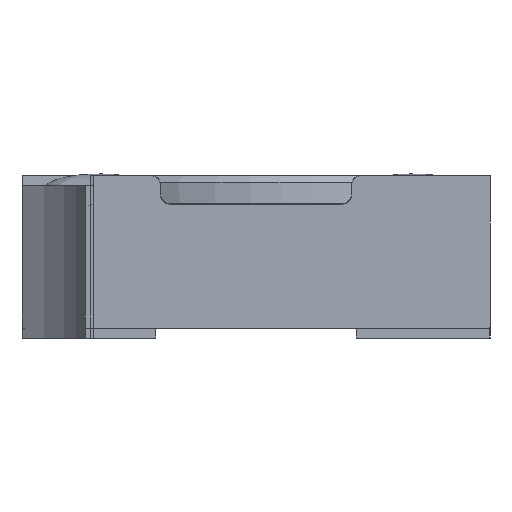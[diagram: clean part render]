
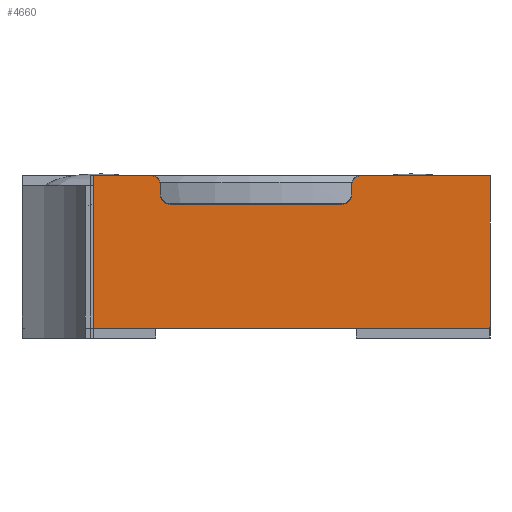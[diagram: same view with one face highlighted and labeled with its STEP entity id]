
A CAD part, front view. The second image highlights one B-rep face of the part: STEP entity #4660.
In plain terms, the highlighted free-form (B-spline) face has degree [1, 1] with [2, 2] control points.
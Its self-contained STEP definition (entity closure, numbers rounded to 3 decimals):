
#3372=CARTESIAN_POINT('',(1.1,-2.45,0.));
#3373=VERTEX_POINT('',#3372);
#3381=CARTESIAN_POINT('',(2.45,-2.45,0.));
#3382=VERTEX_POINT('',#3381);
#3383=CARTESIAN_POINT('',(1.1,-2.45,0.));
#3384=CARTESIAN_POINT('',(2.45,-2.45,0.));
#3385=B_SPLINE_CURVE_WITH_KNOTS('',1,(#3383,#3384),.POLYLINE_FORM.,.F.,.U.,(2,2),(0.724,1.),.UNSPECIFIED.);
#3386=EDGE_CURVE('',#3373,#3382,#3385,.T.);
#3471=CARTESIAN_POINT('',(-1.,-2.45,-0.2));
#3472=VERTEX_POINT('',#3471);
#3485=CARTESIAN_POINT('',(-1.,-2.45,-0.1));
#3486=VERTEX_POINT('',#3485);
#3492=CARTESIAN_POINT('',(-1.,-2.45,-0.1));
#3493=CARTESIAN_POINT('',(-1.,-2.45,-0.2));
#3494=B_SPLINE_CURVE_WITH_KNOTS('',1,(#3492,#3493),.POLYLINE_FORM.,.F.,.U.,(2,2),(0.601,0.618),.UNSPECIFIED.);
#3495=EDGE_CURVE('',#3486,#3472,#3494,.T.);
#3505=CARTESIAN_POINT('',(1.,-2.45,-0.2));
#3506=VERTEX_POINT('',#3505);
#3514=CARTESIAN_POINT('',(1.,-2.45,-0.1));
#3515=VERTEX_POINT('',#3514);
#3516=CARTESIAN_POINT('',(1.,-2.45,-0.2));
#3517=CARTESIAN_POINT('',(1.,-2.45,-0.1));
#3518=B_SPLINE_CURVE_WITH_KNOTS('',1,(#3516,#3517),.POLYLINE_FORM.,.F.,.U.,(2,2),(0.382,0.399),.UNSPECIFIED.);
#3519=EDGE_CURVE('',#3506,#3515,#3518,.T.);
#3865=CARTESIAN_POINT('',(-1.696,-2.45,0.));
#3866=VERTEX_POINT('',#3865);
#3875=CARTESIAN_POINT('',(-1.1,-2.45,0.));
#3876=VERTEX_POINT('',#3875);
#3877=CARTESIAN_POINT('',(-1.696,-2.45,0.));
#3878=CARTESIAN_POINT('',(-1.1,-2.45,0.));
#3879=B_SPLINE_CURVE_WITH_KNOTS('',1,(#3877,#3878),.POLYLINE_FORM.,.F.,.U.,(2,2),(0.154,0.276),.UNSPECIFIED.);
#3880=EDGE_CURVE('',#3866,#3876,#3879,.T.);
#4118=CARTESIAN_POINT('',(-0.9,-2.45,-0.3));
#4119=VERTEX_POINT('',#4118);
#4125=CARTESIAN_POINT('',(0.9,-2.45,-0.3));
#4126=VERTEX_POINT('',#4125);
#4127=CARTESIAN_POINT('',(-0.9,-2.45,-0.3));
#4128=CARTESIAN_POINT('',(0.9,-2.45,-0.3));
#4129=B_SPLINE_CURVE_WITH_KNOTS('',1,(#4127,#4128),.POLYLINE_FORM.,.F.,.U.,(2,2),(0.355,0.645),.UNSPECIFIED.);
#4130=EDGE_CURVE('',#4119,#4126,#4129,.T.);
#4585=CARTESIAN_POINT('',(-1.696,-2.45,-1.6));
#4586=VERTEX_POINT('',#4585);
#4593=CARTESIAN_POINT('',(2.45,-2.45,-1.6));
#4594=VERTEX_POINT('',#4593);
#4595=CARTESIAN_POINT('',(-1.696,-2.45,-1.6));
#4596=CARTESIAN_POINT('',(2.45,-2.45,-1.6));
#4597=B_SPLINE_CURVE_WITH_KNOTS('',1,(#4595,#4596),.POLYLINE_FORM.,.F.,.U.,(2,2),(0.154,1.),.UNSPECIFIED.);
#4598=EDGE_CURVE('',#4586,#4594,#4597,.T.);
#4611=CARTESIAN_POINT('',(-2.45,-2.45,0.));
#4612=CARTESIAN_POINT('',(-2.45,-2.45,-1.6));
#4613=CARTESIAN_POINT('',(2.45,-2.45,0.));
#4614=CARTESIAN_POINT('',(2.45,-2.45,-1.6));
#4615=B_SPLINE_SURFACE_WITH_KNOTS('',1,1,((#4611,#4612),(#4613,#4614)),.PLANE_SURF.,.F.,.F.,.U.,(2,2),(2,2),(0.,1.),(0.,1.),.UNSPECIFIED.);
#4616=CARTESIAN_POINT('',(-1.696,-2.45,-1.6));
#4617=CARTESIAN_POINT('',(-1.696,-2.45,0.));
#4618=B_SPLINE_CURVE_WITH_KNOTS('',1,(#4616,#4617),.POLYLINE_FORM.,.F.,.U.,(2,2),(0.,1.),.UNSPECIFIED.);
#4619=EDGE_CURVE('',#4586,#3866,#4618,.T.);
#4620=ORIENTED_EDGE('',*,*,#4619,.T.);
#4621=ORIENTED_EDGE('',*,*,#3880,.T.);
#4622=CARTESIAN_POINT('',(-1.,-2.45,-0.1));
#4623=CARTESIAN_POINT('',(-1.,-2.45,-0.059));
#4624=CARTESIAN_POINT('',(-1.059,-2.45,0.));
#4625=CARTESIAN_POINT('',(-1.1,-2.45,0.));
#4626=(BOUNDED_CURVE()B_SPLINE_CURVE(2,(#4622,#4623,#4624,#4625),.CIRCULAR_ARC.,.F.,.U.)B_SPLINE_CURVE_WITH_KNOTS((3,1,3),(0.,0.5,1.),.UNSPECIFIED.)CURVE()GEOMETRIC_REPRESENTATION_ITEM()RATIONAL_B_SPLINE_CURVE((1.,0.854,0.854,1.))REPRESENTATION_ITEM(''));
#4627=EDGE_CURVE('',#3486,#3876,#4626,.T.);
#4628=ORIENTED_EDGE('',*,*,#4627,.F.);
#4629=ORIENTED_EDGE('',*,*,#3495,.T.);
#4630=CARTESIAN_POINT('',(-0.9,-2.45,-0.3));
#4631=CARTESIAN_POINT('',(-1.,-2.45,-0.3));
#4632=CARTESIAN_POINT('',(-1.,-2.45,-0.2));
#4633=(BOUNDED_CURVE()B_SPLINE_CURVE(2,(#4630,#4631,#4632),.CIRCULAR_ARC.,.F.,.U.)B_SPLINE_CURVE_WITH_KNOTS((3,3),(0.,1.),.UNSPECIFIED.)CURVE()GEOMETRIC_REPRESENTATION_ITEM()RATIONAL_B_SPLINE_CURVE((1.,0.707,1.))REPRESENTATION_ITEM(''));
#4634=EDGE_CURVE('',#4119,#3472,#4633,.T.);
#4635=ORIENTED_EDGE('',*,*,#4634,.F.);
#4636=ORIENTED_EDGE('',*,*,#4130,.T.);
#4637=CARTESIAN_POINT('',(0.9,-2.45,-0.3));
#4638=CARTESIAN_POINT('',(0.941,-2.45,-0.3));
#4639=CARTESIAN_POINT('',(1.,-2.45,-0.241));
#4640=CARTESIAN_POINT('',(1.,-2.45,-0.2));
#4641=(BOUNDED_CURVE()B_SPLINE_CURVE(2,(#4637,#4638,#4639,#4640),.CIRCULAR_ARC.,.F.,.U.)B_SPLINE_CURVE_WITH_KNOTS((3,1,3),(0.,0.5,1.),.UNSPECIFIED.)CURVE()GEOMETRIC_REPRESENTATION_ITEM()RATIONAL_B_SPLINE_CURVE((1.,0.854,0.854,1.))REPRESENTATION_ITEM(''));
#4642=EDGE_CURVE('',#4126,#3506,#4641,.T.);
#4643=ORIENTED_EDGE('',*,*,#4642,.T.);
#4644=ORIENTED_EDGE('',*,*,#3519,.T.);
#4645=CARTESIAN_POINT('',(1.,-2.45,-0.1));
#4646=CARTESIAN_POINT('',(1.,-2.45,0.));
#4647=CARTESIAN_POINT('',(1.1,-2.45,0.));
#4648=(BOUNDED_CURVE()B_SPLINE_CURVE(2,(#4645,#4646,#4647),.CIRCULAR_ARC.,.F.,.U.)B_SPLINE_CURVE_WITH_KNOTS((3,3),(0.,1.),.UNSPECIFIED.)CURVE()GEOMETRIC_REPRESENTATION_ITEM()RATIONAL_B_SPLINE_CURVE((1.,0.707,1.))REPRESENTATION_ITEM(''));
#4649=EDGE_CURVE('',#3515,#3373,#4648,.T.);
#4650=ORIENTED_EDGE('',*,*,#4649,.T.);
#4651=ORIENTED_EDGE('',*,*,#3386,.T.);
#4652=CARTESIAN_POINT('',(2.45,-2.45,0.));
#4653=CARTESIAN_POINT('',(2.45,-2.45,-1.6));
#4654=B_SPLINE_CURVE_WITH_KNOTS('',1,(#4652,#4653),.POLYLINE_FORM.,.F.,.U.,(2,2),(0.,1.),.UNSPECIFIED.);
#4655=EDGE_CURVE('',#3382,#4594,#4654,.T.);
#4656=ORIENTED_EDGE('',*,*,#4655,.T.);
#4657=ORIENTED_EDGE('',*,*,#4598,.F.);
#4658=EDGE_LOOP('',(#4620,#4621,#4628,#4629,#4635,#4636,#4643,#4644,#4650,#4651,#4656,#4657));
#4659=FACE_OUTER_BOUND('',#4658,.F.);
#4660=ADVANCED_FACE('',(#4659),#4615,.F.);
